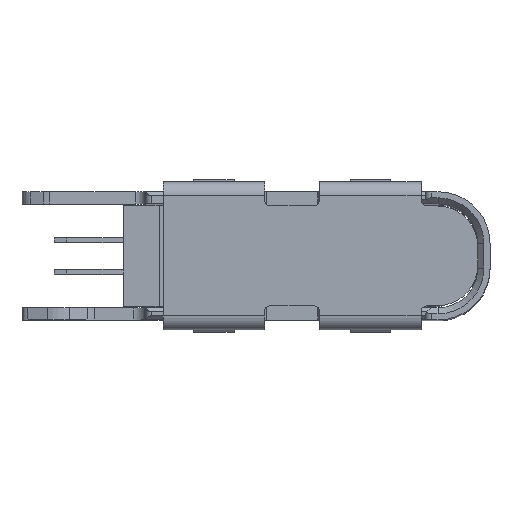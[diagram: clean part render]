
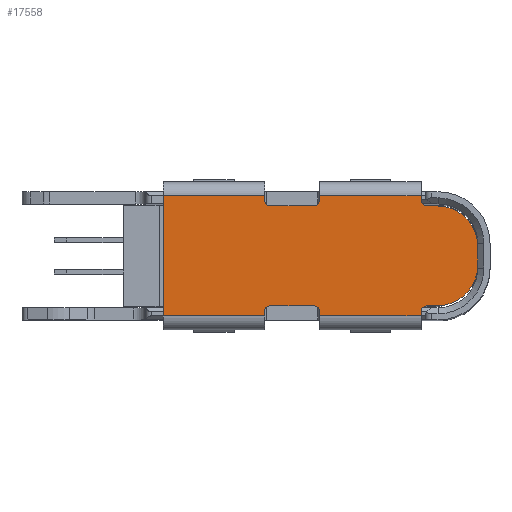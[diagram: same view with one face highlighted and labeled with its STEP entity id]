
A CAD part, top view. The second image highlights one B-rep face of the part: STEP entity #17558.
In plain terms, the highlighted planar face has unit normal (0, 0, 1).
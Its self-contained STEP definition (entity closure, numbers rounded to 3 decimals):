
#1898=DIRECTION('',(0.,-1.,0.));
#1899=VECTOR('',#1898,0.46);
#1900=CARTESIAN_POINT('',(5.47,-0.06,
7.406));
#1901=LINE('',#1900,#1899);
#1902=DIRECTION('',(0.,1.,0.));
#1903=VECTOR('',#1902,0.1);
#1904=CARTESIAN_POINT('',(0.21,1.09,7.406));
#1905=LINE('',#1904,#1903);
#1906=CARTESIAN_POINT('',(0.36,1.09,7.406));
#1907=DIRECTION('',(0.,0.,-1.));
#1908=DIRECTION('',(0.,-1.,0.));
#1909=AXIS2_PLACEMENT_3D('',#1906,#1907,#1908);
#1911=CARTESIAN_POINT('',(1.42,1.09,7.406));
#1912=DIRECTION('',(0.,0.,-1.));
#1913=DIRECTION('',(1.,0.,0.));
#1914=AXIS2_PLACEMENT_3D('',#1911,#1912,#1913);
#1916=DIRECTION('',(0.,-1.,0.));
#1917=VECTOR('',#1916,0.1);
#1918=CARTESIAN_POINT('',(1.57,1.19,7.406));
#1919=LINE('',#1918,#1917);
#1920=CARTESIAN_POINT('',(4.22,1.09,7.406));
#1921=DIRECTION('',(0.,0.,-1.));
#1922=DIRECTION('',(0.,-1.,0.));
#1923=AXIS2_PLACEMENT_3D('',#1920,#1921,#1922);
#1925=CARTESIAN_POINT('',(4.47,-0.06,
7.406));
#1926=DIRECTION('',(0.,0.,1.));
#1927=DIRECTION('',(1.,0.,0.));
#1928=AXIS2_PLACEMENT_3D('',#1925,#1926,#1927);
#1930=CARTESIAN_POINT('',(4.47,-0.52,
7.406));
#1931=DIRECTION('',(0.,0.,1.));
#1932=DIRECTION('',(0.,-1.,0.));
#1933=AXIS2_PLACEMENT_3D('',#1930,#1931,#1932);
#1935=CARTESIAN_POINT('',(4.22,-1.67,7.406));
#1936=DIRECTION('',(0.,0.,-1.));
#1937=DIRECTION('',(-1.,0.,0.));
#1938=AXIS2_PLACEMENT_3D('',#1935,#1936,#1937);
#1940=DIRECTION('',(0.,1.,0.));
#1941=VECTOR('',#1940,0.1);
#1942=CARTESIAN_POINT('',(4.07,-1.77,7.406));
#1943=LINE('',#1942,#1941);
#1944=DIRECTION('',(0.,-1.,0.));
#1945=VECTOR('',#1944,0.1);
#1946=CARTESIAN_POINT('',(1.57,-1.67,7.406));
#1947=LINE('',#1946,#1945);
#1948=CARTESIAN_POINT('',(1.42,-1.67,7.406));
#1949=DIRECTION('',(0.,0.,-1.));
#1950=DIRECTION('',(0.,1.,0.));
#1951=AXIS2_PLACEMENT_3D('',#1948,#1949,#1950);
#1953=CARTESIAN_POINT('',(0.36,-1.67,
7.406));
#1954=DIRECTION('',(0.,0.,-1.));
#1955=DIRECTION('',(-1.,0.,0.));
#1956=AXIS2_PLACEMENT_3D('',#1953,#1954,#1955);
#1958=DIRECTION('',(0.,1.,0.));
#1959=VECTOR('',#1958,0.1);
#1960=CARTESIAN_POINT('',(0.21,-1.77,
7.406));
#1961=LINE('',#1960,#1959);
#2016=DIRECTION('',(0.,1.,0.));
#2017=VECTOR('',#2016,2.96);
#2018=CARTESIAN_POINT('',(-2.29,-1.77,
7.406));
#2019=LINE('',#2018,#2017);
#2230=DIRECTION('',(-1.,0.,0.));
#2231=VECTOR('',#2230,2.5);
#2232=CARTESIAN_POINT('',(0.21,-1.77,
7.406));
#2233=LINE('',#2232,#2231);
#4998=DIRECTION('',(1.,0.,0.));
#4999=VECTOR('',#4998,2.5);
#5000=CARTESIAN_POINT('',(-2.29,1.19,7.406));
#5001=LINE('',#5000,#4999);
#5042=DIRECTION('',(1.,0.,0.));
#5043=VECTOR('',#5042,1.06);
#5044=CARTESIAN_POINT('',(0.36,0.94,
7.406));
#5045=LINE('',#5044,#5043);
#5136=DIRECTION('',(0.,-1.,0.));
#5137=VECTOR('',#5136,0.1);
#5138=CARTESIAN_POINT('',(4.07,1.19,7.406));
#5139=LINE('',#5138,#5137);
#5237=DIRECTION('',(1.,0.,0.));
#5238=VECTOR('',#5237,2.5);
#5239=CARTESIAN_POINT('',(1.57,1.19,7.406));
#5240=LINE('',#5239,#5238);
#5359=DIRECTION('',(1.,0.,0.));
#5360=VECTOR('',#5359,0.25);
#5361=CARTESIAN_POINT('',(4.22,0.94,7.406));
#5362=LINE('',#5361,#5360);
#9664=DIRECTION('',(-1.,0.,0.));
#9665=VECTOR('',#9664,1.06);
#9666=CARTESIAN_POINT('',(1.42,-1.52,7.406));
#9667=LINE('',#9666,#9665);
#9680=DIRECTION('',(-1.,0.,0.));
#9681=VECTOR('',#9680,0.25);
#9682=CARTESIAN_POINT('',(4.47,-1.52,7.406));
#9683=LINE('',#9682,#9681);
#9852=DIRECTION('',(-1.,0.,0.));
#9853=VECTOR('',#9852,2.5);
#9854=CARTESIAN_POINT('',(4.07,-1.77,7.406));
#9855=LINE('',#9854,#9853);
#14461=CARTESIAN_POINT('',(0.21,1.19,
7.406));
#14462=VERTEX_POINT('',#14461);
#14463=CARTESIAN_POINT('',(0.21,1.09,
7.406));
#14464=VERTEX_POINT('',#14463);
#14489=CARTESIAN_POINT('',(-2.29,-1.77,
7.406));
#14490=VERTEX_POINT('',#14489);
#14491=CARTESIAN_POINT('',(-2.29,1.19,
7.406));
#14492=VERTEX_POINT('',#14491);
#14525=CARTESIAN_POINT('',(0.21,-1.67,
7.406));
#14526=VERTEX_POINT('',#14525);
#14527=CARTESIAN_POINT('',(0.21,-1.77,
7.406));
#14528=VERTEX_POINT('',#14527);
#14630=CARTESIAN_POINT('',(1.57,-1.77,
7.406));
#14631=VERTEX_POINT('',#14630);
#14632=CARTESIAN_POINT('',(1.57,-1.67,
7.406));
#14633=VERTEX_POINT('',#14632);
#14692=CARTESIAN_POINT('',(4.07,-1.67,
7.406));
#14693=VERTEX_POINT('',#14692);
#14694=CARTESIAN_POINT('',(4.07,-1.77,
7.406));
#14695=VERTEX_POINT('',#14694);
#14702=CARTESIAN_POINT('',(0.36,-1.52,
7.406));
#14703=VERTEX_POINT('',#14702);
#14704=CARTESIAN_POINT('',(1.42,-1.52,
7.406));
#14705=VERTEX_POINT('',#14704);
#14706=CARTESIAN_POINT('',(4.22,-1.52,
7.406));
#14707=VERTEX_POINT('',#14706);
#14708=CARTESIAN_POINT('',(4.47,-1.52,
7.406));
#14709=VERTEX_POINT('',#14708);
#14710=CARTESIAN_POINT('',(5.47,-0.52,
7.406));
#14711=VERTEX_POINT('',#14710);
#14712=CARTESIAN_POINT('',(5.47,-0.06,
7.406));
#14713=VERTEX_POINT('',#14712);
#14714=CARTESIAN_POINT('',(4.47,0.94,
7.406));
#14715=VERTEX_POINT('',#14714);
#14716=CARTESIAN_POINT('',(4.22,0.94,
7.406));
#14717=VERTEX_POINT('',#14716);
#14718=CARTESIAN_POINT('',(4.07,1.09,7.406));
#14719=VERTEX_POINT('',#14718);
#14720=CARTESIAN_POINT('',(4.07,1.19,7.406));
#14721=VERTEX_POINT('',#14720);
#14722=CARTESIAN_POINT('',(1.57,1.19,7.406));
#14723=VERTEX_POINT('',#14722);
#14724=CARTESIAN_POINT('',(1.57,1.09,7.406));
#14725=VERTEX_POINT('',#14724);
#14726=CARTESIAN_POINT('',(1.42,0.94,
7.406));
#14727=VERTEX_POINT('',#14726);
#14728=CARTESIAN_POINT('',(0.36,0.94,
7.406));
#14729=VERTEX_POINT('',#14728);
#17507=CARTESIAN_POINT('',(1.59,-0.29,
7.406));
#17508=DIRECTION('',(0.,0.,-1.));
#17509=DIRECTION('',(-1.,0.,0.));
#17510=AXIS2_PLACEMENT_3D('',#17507,#17508,#17509);
#17511=PLANE('',#17510);
#17513=ORIENTED_EDGE('',*,*,#17512,.T.);
#17515=ORIENTED_EDGE('',*,*,#17514,.T.);
#17517=ORIENTED_EDGE('',*,*,#17516,.F.);
#17519=ORIENTED_EDGE('',*,*,#17518,.F.);
#17521=ORIENTED_EDGE('',*,*,#17520,.T.);
#17523=ORIENTED_EDGE('',*,*,#17522,.F.);
#17525=ORIENTED_EDGE('',*,*,#17524,.F.);
#17527=ORIENTED_EDGE('',*,*,#17526,.T.);
#17529=ORIENTED_EDGE('',*,*,#17528,.T.);
#17531=ORIENTED_EDGE('',*,*,#17530,.F.);
#17533=ORIENTED_EDGE('',*,*,#17532,.T.);
#17534=ORIENTED_EDGE('',*,*,#17418,.F.);
#17535=ORIENTED_EDGE('',*,*,#17502,.T.);
#17536=ORIENTED_EDGE('',*,*,#17489,.F.);
#17538=ORIENTED_EDGE('',*,*,#17537,.T.);
#17540=ORIENTED_EDGE('',*,*,#17539,.F.);
#17542=ORIENTED_EDGE('',*,*,#17541,.F.);
#17544=ORIENTED_EDGE('',*,*,#17543,.T.);
#17545=ORIENTED_EDGE('',*,*,#17159,.F.);
#17547=ORIENTED_EDGE('',*,*,#17546,.F.);
#17549=ORIENTED_EDGE('',*,*,#17548,.T.);
#17551=ORIENTED_EDGE('',*,*,#17550,.F.);
#17553=ORIENTED_EDGE('',*,*,#17552,.F.);
#17555=ORIENTED_EDGE('',*,*,#17554,.T.);
#17556=EDGE_LOOP('',(#17513,#17515,#17517,#17519,#17521,#17523,#17525,#17527,
#17529,#17531,#17533,#17534,#17535,#17536,#17538,#17540,#17542,#17544,#17545,
#17547,#17549,#17551,#17553,#17555));
#17557=FACE_OUTER_BOUND('',#17556,.F.);
#17558=ADVANCED_FACE('',(#17557),#17511,.F.);
#1910=CIRCLE('',#1909,0.15);
#1915=CIRCLE('',#1914,0.15);
#1924=CIRCLE('',#1923,0.15);
#1929=CIRCLE('',#1928,1.);
#1934=CIRCLE('',#1933,1.);
#1939=CIRCLE('',#1938,0.15);
#1952=CIRCLE('',#1951,0.15);
#1957=CIRCLE('',#1956,0.15);
#17159=EDGE_CURVE('',#14633,#14631,#1947,.T.);
#17418=EDGE_CURVE('',#14713,#14715,#1929,.T.);
#17489=EDGE_CURVE('',#14709,#14711,#1934,.T.);
#17502=EDGE_CURVE('',#14713,#14711,#1901,.T.);
#17512=EDGE_CURVE('',#14490,#14492,#2019,.T.);
#17514=EDGE_CURVE('',#14492,#14462,#5001,.T.);
#17516=EDGE_CURVE('',#14464,#14462,#1905,.T.);
#17518=EDGE_CURVE('',#14729,#14464,#1910,.T.);
#17520=EDGE_CURVE('',#14729,#14727,#5045,.T.);
#17522=EDGE_CURVE('',#14725,#14727,#1915,.T.);
#17524=EDGE_CURVE('',#14723,#14725,#1919,.T.);
#17526=EDGE_CURVE('',#14723,#14721,#5240,.T.);
#17528=EDGE_CURVE('',#14721,#14719,#5139,.T.);
#17530=EDGE_CURVE('',#14717,#14719,#1924,.T.);
#17532=EDGE_CURVE('',#14717,#14715,#5362,.T.);
#17537=EDGE_CURVE('',#14709,#14707,#9683,.T.);
#17539=EDGE_CURVE('',#14693,#14707,#1939,.T.);
#17541=EDGE_CURVE('',#14695,#14693,#1943,.T.);
#17543=EDGE_CURVE('',#14695,#14631,#9855,.T.);
#17546=EDGE_CURVE('',#14705,#14633,#1952,.T.);
#17548=EDGE_CURVE('',#14705,#14703,#9667,.T.);
#17550=EDGE_CURVE('',#14526,#14703,#1957,.T.);
#17552=EDGE_CURVE('',#14528,#14526,#1961,.T.);
#17554=EDGE_CURVE('',#14528,#14490,#2233,.T.);
